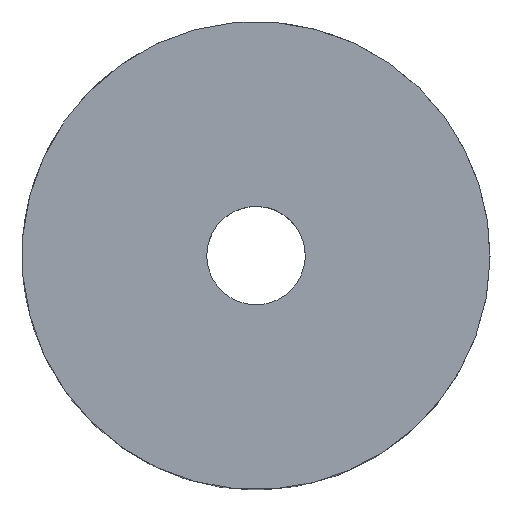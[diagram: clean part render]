
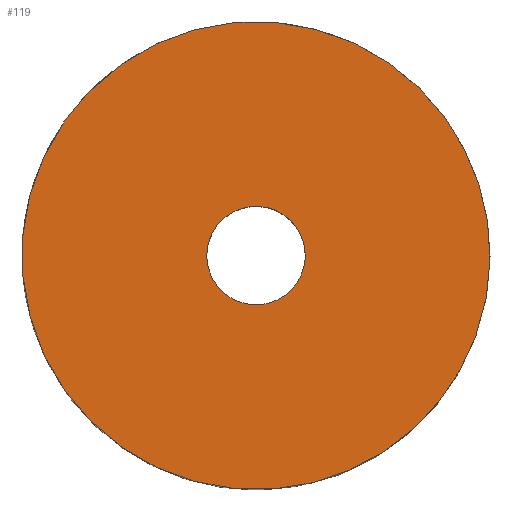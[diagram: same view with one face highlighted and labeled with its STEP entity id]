
A CAD part, top view. The second image highlights one B-rep face of the part: STEP entity #119.
In plain terms, the highlighted planar face has unit normal (0, 0, 1).
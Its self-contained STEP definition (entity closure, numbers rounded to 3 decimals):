
#119=ADVANCED_FACE('',(#206,#207),#205,.T.);
#205=PLANE('',#379);
#206=FACE_OUTER_BOUND('',#380,.T.);
#207=FACE_BOUND('',#381,.T.);
#376=CARTESIAN_POINT('',(-18.939,-13.732,12.));
#377=DIRECTION('',(0.,0.,1.));
#378=DIRECTION('',(1.,0.,0.));
#379=AXIS2_PLACEMENT_3D('',#376,#377,#378);
#380=EDGE_LOOP('',(#524,#525,#526));
#381=EDGE_LOOP('',(#527,#528,#529));
#524=ORIENTED_EDGE('',*,*,#624,.F.);
#525=ORIENTED_EDGE('',*,*,#625,.F.);
#526=ORIENTED_EDGE('',*,*,#626,.F.);
#527=ORIENTED_EDGE('',*,*,#627,.T.);
#528=ORIENTED_EDGE('',*,*,#628,.T.);
#529=ORIENTED_EDGE('',*,*,#629,.T.);
#624=EDGE_CURVE('',#810,#811,#812,.T.);
#625=EDGE_CURVE('',#818,#810,#819,.T.);
#626=EDGE_CURVE('',#811,#818,#825,.T.);
#627=EDGE_CURVE('',#831,#832,#833,.T.);
#628=EDGE_CURVE('',#832,#839,#840,.T.);
#629=EDGE_CURVE('',#839,#831,#846,.T.);
#810=VERTEX_POINT('',#1150);
#811=VERTEX_POINT('',#1151);
#812=CIRCLE('',#1155,9.5);
#818=VERTEX_POINT('',#1156);
#819=CIRCLE('',#1160,9.5);
#825=CIRCLE('',#1164,9.5);
#831=VERTEX_POINT('',#1165);
#832=VERTEX_POINT('',#1166);
#833=CIRCLE('',#1170,2.);
#839=VERTEX_POINT('',#1171);
#840=CIRCLE('',#1175,2.);
#846=CIRCLE('',#1179,2.);
#1150=CARTESIAN_POINT('',(5.423,7.8,12.));
#1151=CARTESIAN_POINT('',(0.745,-9.471,12.));
#1152=CARTESIAN_POINT('',(0.,0.,12.));
#1153=DIRECTION('',(0.,0.,-1.));
#1154=DIRECTION('',(0.078,-0.997,0.));
#1155=AXIS2_PLACEMENT_3D('',#1152,#1153,#1154);
#1156=CARTESIAN_POINT('',(-5.425,-7.799,12.));
#1157=CARTESIAN_POINT('',(0.,0.,12.));
#1158=DIRECTION('',(0.,0.,-1.));
#1159=DIRECTION('',(0.078,-0.997,0.));
#1160=AXIS2_PLACEMENT_3D('',#1157,#1158,#1159);
#1161=CARTESIAN_POINT('',(0.,0.,12.));
#1162=DIRECTION('',(0.,0.,-1.));
#1163=DIRECTION('',(0.078,-0.997,0.));
#1164=AXIS2_PLACEMENT_3D('',#1161,#1162,#1163);
#1165=CARTESIAN_POINT('',(-2.,0.,12.));
#1166=CARTESIAN_POINT('',(-0.236,1.986,12.));
#1167=CARTESIAN_POINT('',(0.,0.,12.));
#1168=DIRECTION('',(0.,0.,-1.));
#1169=DIRECTION('',(-1.,0.,0.));
#1170=AXIS2_PLACEMENT_3D('',#1167,#1168,#1169);
#1171=CARTESIAN_POINT('',(0.236,-1.986,12.));
#1172=CARTESIAN_POINT('',(0.,0.,12.));
#1173=DIRECTION('',(0.,0.,-1.));
#1174=DIRECTION('',(-1.,0.,0.));
#1175=AXIS2_PLACEMENT_3D('',#1172,#1173,#1174);
#1176=CARTESIAN_POINT('',(0.,0.,12.));
#1177=DIRECTION('',(0.,0.,-1.));
#1178=DIRECTION('',(-1.,0.,0.));
#1179=AXIS2_PLACEMENT_3D('',#1176,#1177,#1178);
